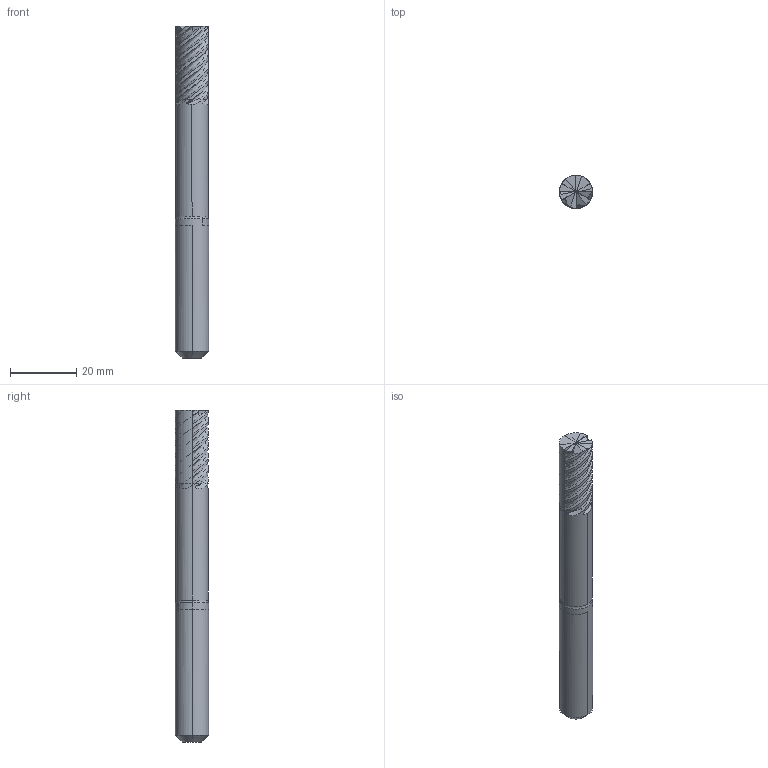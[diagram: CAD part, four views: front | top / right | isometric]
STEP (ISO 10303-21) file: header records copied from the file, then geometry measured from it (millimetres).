
FILE_DESCRIPTION((''),'2;1');
FILE_NAME('OPTIMILL_HARDENED_FINISH','2024-01-10T17:26:39',('venugopala'),(''),'CREO PARAMETRIC BY PTC INC, 2021184','CREO PARAMETRIC BY PTC INC, 2021184','');
FILE_SCHEMA(('AP242_MANAGED_MODEL_BASED_3D_ENGINEERING_MIM_LF { 1 0 10303 442 1 1 4 }'));
Length unit declared in the file: millimetre
Products named in the file (1): OPTIMILL_HARDENED_FINISH
Bounding box: 10 x 10 x 100 mm (x, y, z)
Volume: 7180.7 mm3; surface area: 5028.2 mm2
Topology: 1 solids, 3 shells, 90 faces, 340 edges, 296 vertices
Faces by surface type: plane 34, bspline 18, cone 15, cylinder 13, torus 10
Entity records: 12831 total; most frequent: CARTESIAN_POINT 8463, DIRECTION 738, ORIENTED_EDGE 492, AXIS2_PLACEMENT_3D 306, EDGE_CURVE 257, VERTEX_POINT 171, B_SPLINE_CURVE_WITH_KNOTS 157, CURVE_STYLE 141
